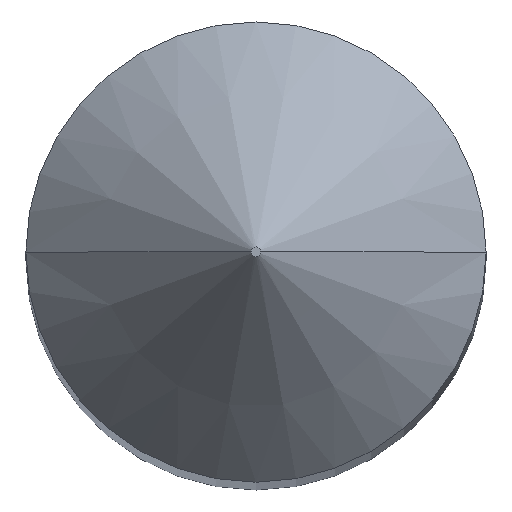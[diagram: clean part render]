
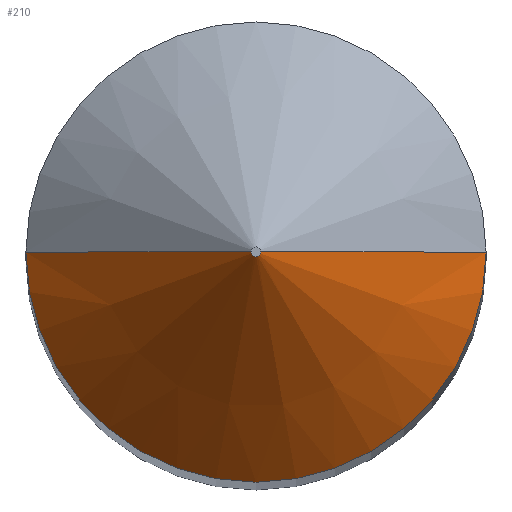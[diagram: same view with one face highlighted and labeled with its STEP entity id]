
A CAD part, top view. The second image highlights one B-rep face of the part: STEP entity #210.
In plain terms, the highlighted conical face has half-angle 45 degrees and reference radius 0.102 mm.
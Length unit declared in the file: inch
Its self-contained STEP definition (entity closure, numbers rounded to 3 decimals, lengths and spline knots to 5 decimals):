
#4 = DIRECTION ( 'NONE',  ( 0.707, 0., -0.707 ) ) ;
#5 = EDGE_CURVE ( 'NONE', #218, #95, #141, .T. ) ;
#8 = DIRECTION ( 'NONE',  ( -1., 0., 0. ) ) ;
#11 = CIRCLE ( 'NONE', #143, 0.004 ) ;
#37 = EDGE_CURVE ( 'NONE', #95, #199, #93, .T. ) ;
#44 = CONICAL_SURFACE ( 'NONE', #186, 0.004, 0.785 ) ;
#54 = CARTESIAN_POINT ( 'NONE',  ( -0.1875, 0., 3.8165 ) ) ;
#58 = VECTOR ( 'NONE', #165, 39.37008 ) ;
#60 = DIRECTION ( 'NONE',  ( 1., 0., 0. ) ) ;
#61 = CARTESIAN_POINT ( 'NONE',  ( 0., 0., 3.8165 ) ) ;
#63 = ORIENTED_EDGE ( 'NONE', *, *, #174, .T. ) ;
#64 = AXIS2_PLACEMENT_3D ( 'NONE', #61, #233, #8 ) ;
#70 = CARTESIAN_POINT ( 'NONE',  ( -0.004, 0., 4. ) ) ;
#75 = DIRECTION ( 'NONE',  ( -1., 0., 0. ) ) ;
#84 = VERTEX_POINT ( 'NONE', #70 ) ;
#93 = CIRCLE ( 'NONE', #64, 0.1875 ) ;
#94 = LINE ( 'NONE', #112, #58 ) ;
#95 = VERTEX_POINT ( 'NONE', #145 ) ;
#99 = FACE_OUTER_BOUND ( 'NONE', #232, .T. ) ;
#112 = CARTESIAN_POINT ( 'NONE',  ( -0.004, 0., 4. ) ) ;
#115 = VECTOR ( 'NONE', #4, 39.37008 ) ;
#121 = CARTESIAN_POINT ( 'NONE',  ( 0.004, 0., 4. ) ) ;
#123 = CARTESIAN_POINT ( 'NONE',  ( 0.004, 0., 4. ) ) ;
#126 = EDGE_CURVE ( 'NONE', #218, #84, #11, .T. ) ;
#134 = ORIENTED_EDGE ( 'NONE', *, *, #5, .F. ) ;
#141 = LINE ( 'NONE', #123, #115 ) ;
#142 = ORIENTED_EDGE ( 'NONE', *, *, #126, .T. ) ;
#143 = AXIS2_PLACEMENT_3D ( 'NONE', #183, #184, #75 ) ;
#145 = CARTESIAN_POINT ( 'NONE',  ( 0.1875, 0., 3.8165 ) ) ;
#156 = DIRECTION ( 'NONE',  ( 0., 0., -1. ) ) ;
#165 = DIRECTION ( 'NONE',  ( -0.707, 0., -0.707 ) ) ;
#174 = EDGE_CURVE ( 'NONE', #84, #199, #94, .T. ) ;
#183 = CARTESIAN_POINT ( 'NONE',  ( 0., 0., 4. ) ) ;
#184 = DIRECTION ( 'NONE',  ( 0., 0., -1. ) ) ;
#186 = AXIS2_PLACEMENT_3D ( 'NONE', #231, #156, #60 ) ;
#192 = ORIENTED_EDGE ( 'NONE', *, *, #37, .F. ) ;
#199 = VERTEX_POINT ( 'NONE', #54 ) ;
#210 = ADVANCED_FACE ( 'NONE', ( #99 ), #44, .T. ) ;
#218 = VERTEX_POINT ( 'NONE', #121 ) ;
#231 = CARTESIAN_POINT ( 'NONE',  ( 0., 0., 4. ) ) ;
#232 = EDGE_LOOP ( 'NONE', ( #142, #63, #192, #134 ) ) ;
#233 = DIRECTION ( 'NONE',  ( 0., 0., -1. ) ) ;
